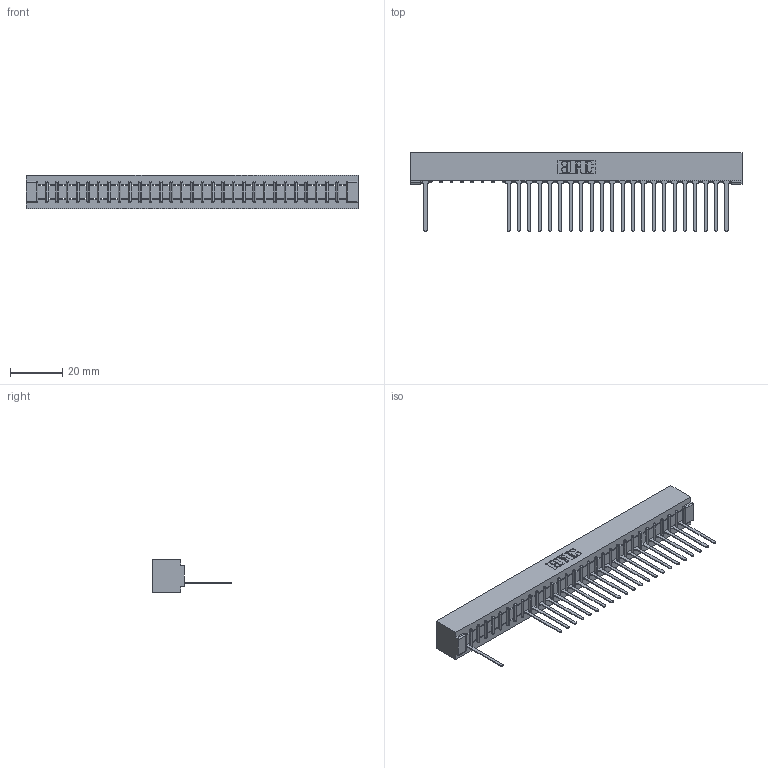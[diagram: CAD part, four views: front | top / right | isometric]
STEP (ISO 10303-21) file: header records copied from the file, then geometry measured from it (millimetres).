
FILE_DESCRIPTION (( 'STEP AP203' ), '1' );
FILE_NAME ('357-030-545-101.STEP', '2018-08-09T08:47:09', ( '' ), ( '' ), 'SwSTEP 2.0', 'SolidWorks 2016', '' );
FILE_SCHEMA (( 'CONFIG_CONTROL_DESIGN' ));
Length unit declared in the file: inch
Products named in the file (3): 307 Part_No Mounting Lugs; 307-290-001_545; 357-030-545-101
Assembly tree (24 placements, depth 2):
  357-030-545-101
    307 Part_No Mounting Lugs
    307-290-001_545  x23
Bounding box: 126.75 x 30 x 12.7 mm (x, y, z)
Volume: 13590.9 mm3; surface area: 14330.7 mm2
Topology: 24 solids, 24 shells, 1569 faces, 4473 edges, 2866 vertices
Faces by surface type: plane 1001, cylinder 506, sphere 62
Entity records: 26664 total; most frequent: CARTESIAN_POINT 4517, ORIENTED_EDGE 4510, DIRECTION 4391, EDGE_CURVE 2255, VECTOR 1727, LINE 1727, VERTEX_POINT 1458, AXIS2_PLACEMENT_3D 1332
